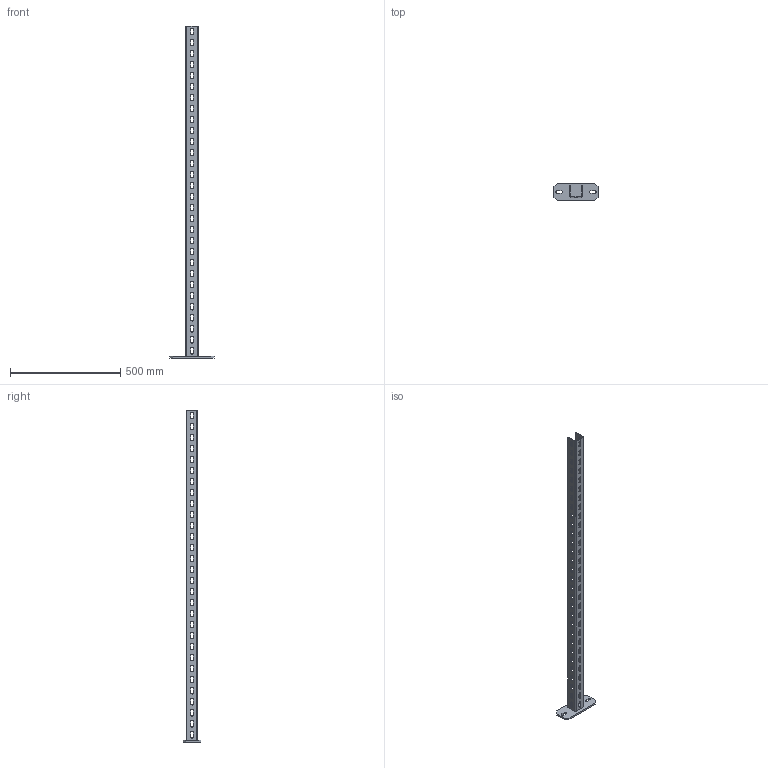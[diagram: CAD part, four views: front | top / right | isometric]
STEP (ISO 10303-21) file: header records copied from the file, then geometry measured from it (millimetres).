
FILE_DESCRIPTION(/* description */ (''),/* implementation_level */ '2;1');
FILE_NAME(/* name */ 'WPCT1500.stp',/* time_stamp */ '2020-11-18T13:39:39+01:00',/* author */ ('stanislaw.luczak'),/* organization */ (''),/* preprocessor_version */ 'ST-DEVELOPER v18.1',/* originating_system */ 'Autodesk Inventor 2021',/* authorisation */ '');
FILE_SCHEMA (('AUTOMOTIVE_DESIGN { 1 0 10303 214 3 1 1 }'));
Length unit declared in the file: millimetre
Products named in the file (3): WPCT1500; Ceownik1500; Podstawa
Assembly tree (2 placements, depth 2):
  WPCT1500
    Ceownik1500
    Podstawa
Bounding box: 200 x 80 x 1508 mm (x, y, z)
Volume: 690726.9 mm3; surface area: 446185.7 mm2
Topology: 2 solids, 2 shells, 400 faces, 1172 edges, 776 vertices
Faces by surface type: plane 212, cylinder 188
Entity records: 13826 total; most frequent: DIRECTION 2358, CARTESIAN_POINT 2353, ORIENTED_EDGE 2344, EDGE_CURVE 1172, LINE 796, VECTOR 796, AXIS2_PLACEMENT_3D 781, VERTEX_POINT 776
